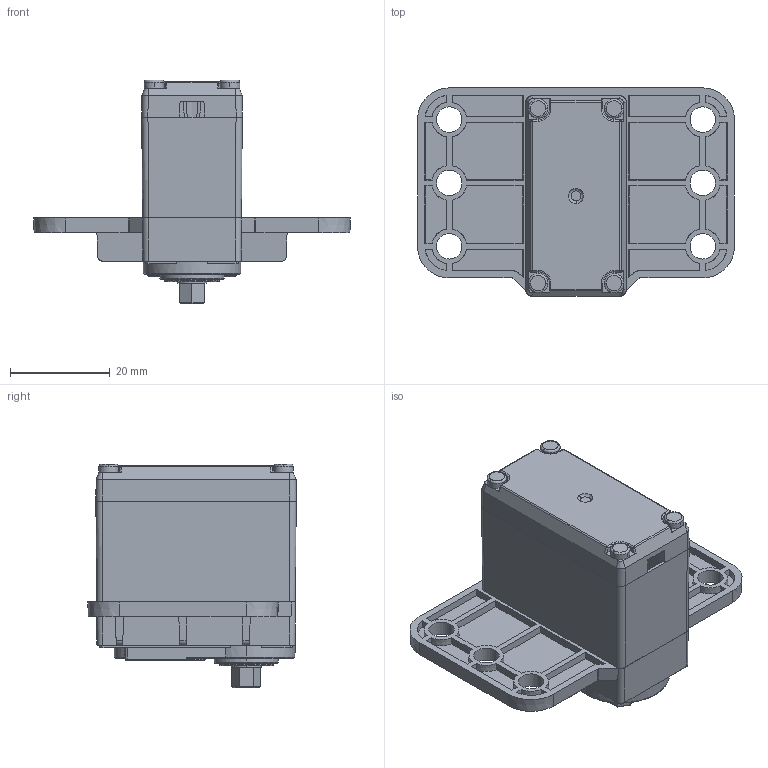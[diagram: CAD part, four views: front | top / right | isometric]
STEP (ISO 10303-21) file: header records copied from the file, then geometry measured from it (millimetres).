
FILE_DESCRIPTION (( 'STEP AP214' ), '1' );
FILE_NAME ('am-521X AndyMark Programmable 5-Turn Servo.STEP', '2024-05-23T18:38:58', ( '' ), ( '' ), 'SwSTEP 2.0', 'SolidWorks 2024', '' );
FILE_SCHEMA (( 'AUTOMOTIVE_DESIGN' ));
Length unit declared in the file: millimetre
Products named in the file (6): M20X30_1; AndyMark Programmable Servo Bottom Case; AndyMark Programmable Servo Top Case; AndyMark Programmable Servo Middle Case; am-521X AndyMark Programmable 5-Turn Servo; AndyMark Programmable Servo 5mm Hex Output Gear
Assembly tree (8 placements, depth 2):
  am-521X AndyMark Programmable 5-Turn Servo
    AndyMark Programmable Servo Middle Case
    AndyMark Programmable Servo Bottom Case
    M20X30_1  x4
    AndyMark Programmable Servo Top Case
    AndyMark Programmable Servo 5mm Hex Output Gear
Bounding box: 63.5 x 41.77 x 44.81 mm (x, y, z)
Volume: 15965 mm3; surface area: 22388.4 mm2
Topology: 8 solids, 8 shells, 1345 faces, 4067 edges, 2788 vertices
Faces by surface type: cylinder 563, plane 448, cone 178, bspline 149, torus 7
Entity records: 63343 total; most frequent: CARTESIAN_POINT 31174, ORIENTED_EDGE 7996, DIRECTION 4744, EDGE_CURVE 3998, VERTEX_POINT 2746, B_SPLINE_CURVE_WITH_KNOTS 1987, AXIS2_PLACEMENT_3D 1609, VECTOR 1526
